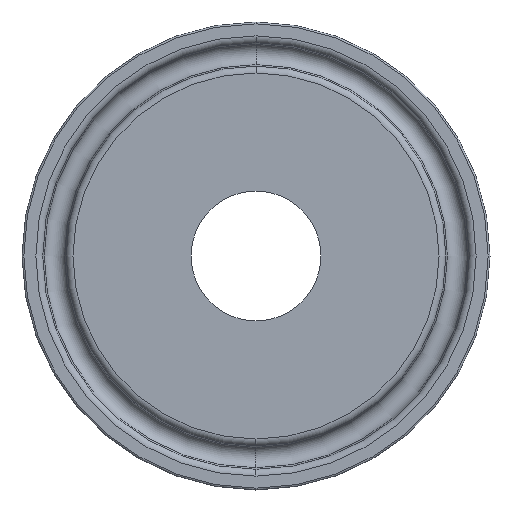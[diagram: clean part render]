
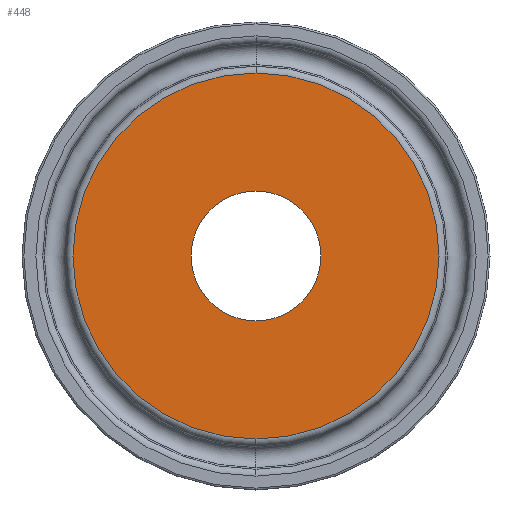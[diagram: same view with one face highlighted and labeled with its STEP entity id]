
A CAD part, left-side view. The second image highlights one B-rep face of the part: STEP entity #448.
In plain terms, the highlighted planar face has unit normal (-1, 0, 0).
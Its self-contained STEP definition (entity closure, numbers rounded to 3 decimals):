
#8 = CIRCLE ( 'NONE', #702, 7. ) ;
#13 = VERTEX_POINT ( 'NONE', #454 ) ;
#16 = CARTESIAN_POINT ( 'NONE',  ( 0., 0., 7. ) ) ;
#87 = CARTESIAN_POINT ( 'NONE',  ( 0., 19.747, 0. ) ) ;
#101 = DIRECTION ( 'NONE',  ( -1., 0., 0. ) ) ;
#102 = CARTESIAN_POINT ( 'NONE',  ( 0., 0., 0. ) ) ;
#124 = EDGE_CURVE ( 'NONE', #13, #583, #612, .T. ) ;
#128 = DIRECTION ( 'NONE',  ( 0., 0., 1. ) ) ;
#140 = CIRCLE ( 'NONE', #662, 19.747 ) ;
#148 = DIRECTION ( 'NONE',  ( 1., 0., 0. ) ) ;
#204 = CARTESIAN_POINT ( 'NONE',  ( 0., 0., 0. ) ) ;
#242 = AXIS2_PLACEMENT_3D ( 'NONE', #316, #430, #128 ) ;
#243 = ORIENTED_EDGE ( 'NONE', *, *, #323, .T. ) ;
#254 = EDGE_LOOP ( 'NONE', ( #395, #682 ) ) ;
#280 = DIRECTION ( 'NONE',  ( 0., 0., 1. ) ) ;
#303 = VERTEX_POINT ( 'NONE', #629 ) ;
#304 = DIRECTION ( 'NONE',  ( -1., 0., 0. ) ) ;
#308 = AXIS2_PLACEMENT_3D ( 'NONE', #87, #148, #382 ) ;
#316 = CARTESIAN_POINT ( 'NONE',  ( 0., 0., 0. ) ) ;
#323 = EDGE_CURVE ( 'NONE', #583, #13, #140, .T. ) ;
#336 = DIRECTION ( 'NONE',  ( 0., 0., 1. ) ) ;
#341 = CIRCLE ( 'NONE', #242, 7. ) ;
#356 = CARTESIAN_POINT ( 'NONE',  ( 0., 0., -19.747 ) ) ;
#360 = AXIS2_PLACEMENT_3D ( 'NONE', #204, #304, #734 ) ;
#382 = DIRECTION ( 'NONE',  ( 0., 0., -1. ) ) ;
#395 = ORIENTED_EDGE ( 'NONE', *, *, #732, .F. ) ;
#401 = VERTEX_POINT ( 'NONE', #16 ) ;
#430 = DIRECTION ( 'NONE',  ( -1., 0., 0. ) ) ;
#448 = ADVANCED_FACE ( 'NONE', ( #741, #686 ), #505, .F. ) ;
#454 = CARTESIAN_POINT ( 'NONE',  ( 0., 0., 19.747 ) ) ;
#468 = EDGE_CURVE ( 'NONE', #303, #401, #8, .T. ) ;
#505 = PLANE ( 'NONE',  #308 ) ;
#569 = DIRECTION ( 'NONE',  ( -1., 0., 0. ) ) ;
#583 = VERTEX_POINT ( 'NONE', #356 ) ;
#612 = CIRCLE ( 'NONE', #360, 19.747 ) ;
#625 = EDGE_LOOP ( 'NONE', ( #706, #243 ) ) ;
#627 = CARTESIAN_POINT ( 'NONE',  ( 0., 0., 0. ) ) ;
#629 = CARTESIAN_POINT ( 'NONE',  ( 0., 0., -7. ) ) ;
#662 = AXIS2_PLACEMENT_3D ( 'NONE', #102, #569, #280 ) ;
#682 = ORIENTED_EDGE ( 'NONE', *, *, #468, .F. ) ;
#686 = FACE_OUTER_BOUND ( 'NONE', #625, .T. ) ;
#702 = AXIS2_PLACEMENT_3D ( 'NONE', #627, #101, #336 ) ;
#706 = ORIENTED_EDGE ( 'NONE', *, *, #124, .T. ) ;
#732 = EDGE_CURVE ( 'NONE', #401, #303, #341, .T. ) ;
#734 = DIRECTION ( 'NONE',  ( 0., 0., 1. ) ) ;
#741 = FACE_BOUND ( 'NONE', #254, .T. ) ;
